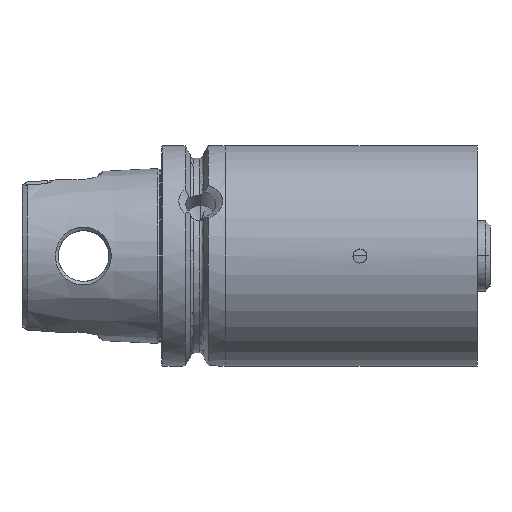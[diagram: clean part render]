
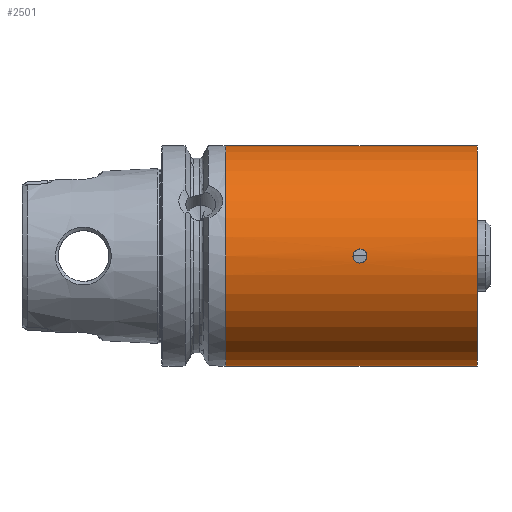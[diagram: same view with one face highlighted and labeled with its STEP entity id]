
A CAD part, front view. The second image highlights one B-rep face of the part: STEP entity #2501.
In plain terms, the highlighted cylindrical face has radius 31.5 mm (diameter 63 mm), a partial arc.
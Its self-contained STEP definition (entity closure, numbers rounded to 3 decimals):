
#25 = CARTESIAN_POINT ( 'NONE',  ( 57.027, -31.44, -1.947 ) ) ;
#61 = CARTESIAN_POINT ( 'NONE',  ( 55.613, -31.449, -1.797 ) ) ;
#94 = CARTESIAN_POINT ( 'NONE',  ( 58.437, -31.496, -0.516 ) ) ;
#692 = ORIENTED_EDGE ( 'NONE', *, *, #7733, .F. ) ;
#907 = CARTESIAN_POINT ( 'NONE',  ( 18.139, 0., 0. ) ) ;
#1018 = CARTESIAN_POINT ( 'NONE',  ( 54.5, -31.5, -0.262 ) ) ;
#1126 = CYLINDRICAL_SURFACE ( 'NONE', #11789, 31.5 ) ;
#1231 = EDGE_CURVE ( 'NONE', #2024, #3914, #10773, .T. ) ;
#1263 = CARTESIAN_POINT ( 'NONE',  ( 57.504, -31.452, -1.735 ) ) ;
#1434 = CARTESIAN_POINT ( 'NONE',  ( 90., 0., 0. ) ) ;
#1870 = CARTESIAN_POINT ( 'NONE',  ( 58.005, -31.472, 1.323 ) ) ;
#2014 = CARTESIAN_POINT ( 'NONE',  ( 56.5, -31.436, -2. ) ) ;
#2024 = VERTEX_POINT ( 'NONE', #13094 ) ;
#2051 = CARTESIAN_POINT ( 'NONE',  ( 56.368, -31.436, -2. ) ) ;
#2135 = CARTESIAN_POINT ( 'NONE',  ( 55.982, -31.44, -1.936 ) ) ;
#2165 = CARTESIAN_POINT ( 'NONE',  ( 57.388, -31.449, -1.797 ) ) ;
#2170 = FACE_OUTER_BOUND ( 'NONE', #10086, .T. ) ;
#2212 = CARTESIAN_POINT ( 'NONE',  ( 54.513, -31.499, 0.262 ) ) ;
#2248 = DIRECTION ( 'NONE',  ( -1., 0., 0. ) ) ;
#2365 = B_SPLINE_CURVE_WITH_KNOTS ( 'NONE', 3,
 ( #13327, #8310, #12385, #7109, #11331, #1870, #7479, #3115, #12868, #5181, #7614, #8454, #6297, #11547, #11697, #94, #4157, #12667, #8384, #7327, #6215, #11622, #3407, #1263, #2165, #25, #9704, #2014 ),
 .UNSPECIFIED., .F., .F.,
 ( 4, 2, 2, 2, 2, 2, 2, 2, 2, 2, 2, 2, 2, 4 ),
 ( 0.006, 0.007, 0.008, 0.008, 0.009, 0.009, 0.009, 0.01, 0.01, 0.011, 0.011, 0.011, 0.012, 0.013 ),
 .UNSPECIFIED. ) ;
#2501 = ADVANCED_FACE ( 'NONE', ( #2170, #10588 ), #1126, .T. ) ;
#2883 = ORIENTED_EDGE ( 'NONE', *, *, #1231, .F. ) ;
#2998 = DIRECTION ( 'NONE',  ( -1., 0., 0. ) ) ;
#3115 = CARTESIAN_POINT ( 'NONE',  ( 58.235, -31.484, 1.003 ) ) ;
#3237 = CARTESIAN_POINT ( 'NONE',  ( 54.5, -31.5, 0.13 ) ) ;
#3254 = EDGE_CURVE ( 'NONE', #8845, #3336, #2365, .T. ) ;
#3330 = VERTEX_POINT ( 'NONE', #3734 ) ;
#3336 = VERTEX_POINT ( 'NONE', #12025 ) ;
#3398 = CARTESIAN_POINT ( 'NONE',  ( -30., 0., -31.5 ) ) ;
#3407 = CARTESIAN_POINT ( 'NONE',  ( 57.722, -31.46, -1.588 ) ) ;
#3734 = CARTESIAN_POINT ( 'NONE',  ( 90., 0., -31.5 ) ) ;
#3741 = ORIENTED_EDGE ( 'NONE', *, *, #5536, .T. ) ;
#3914 = VERTEX_POINT ( 'NONE', #10369 ) ;
#4040 = B_SPLINE_CURVE_WITH_KNOTS ( 'NONE', 3,
 ( #12636, #2051, #13572, #2135, #9391, #61, #10624, #5368, #8424, #4274, #4126, #6261, #1018, #3237, #2212, #8353, #5143, #12565, #8502, #11591, #9469, #7300, #12715, #4204, #11514, #10550, #7448, #11664, #5225, #5299 ),
 .UNSPECIFIED., .F., .F.,
 ( 4, 2, 2, 2, 2, 2, 2, 2, 2, 2, 2, 2, 2, 2, 4 ),
 ( 0., 0., 0.001, 0.001, 0.002, 0.002, 0.003, 0.004, 0.004, 0.004, 0.005, 0.005, 0.005, 0.006, 0.006 ),
 .UNSPECIFIED. ) ;
#4126 = CARTESIAN_POINT ( 'NONE',  ( 54.752, -31.485, -1.006 ) ) ;
#4157 = CARTESIAN_POINT ( 'NONE',  ( 58.398, -31.494, -0.643 ) ) ;
#4204 = CARTESIAN_POINT ( 'NONE',  ( 55.497, -31.452, 1.735 ) ) ;
#4230 = ORIENTED_EDGE ( 'NONE', *, *, #5991, .T. ) ;
#4274 = CARTESIAN_POINT ( 'NONE',  ( 54.901, -31.477, -1.229 ) ) ;
#4444 = DIRECTION ( 'NONE',  ( 0., 0., 1. ) ) ;
#4868 = CARTESIAN_POINT ( 'NONE',  ( 90., 0., 31.5 ) ) ;
#4883 = CARTESIAN_POINT ( 'NONE',  ( 56.5, -31.436, 2. ) ) ;
#5143 = CARTESIAN_POINT ( 'NONE',  ( 54.602, -31.494, 0.644 ) ) ;
#5181 = CARTESIAN_POINT ( 'NONE',  ( 58.397, -31.494, 0.646 ) ) ;
#5225 = CARTESIAN_POINT ( 'NONE',  ( 56.369, -31.436, 2. ) ) ;
#5299 = CARTESIAN_POINT ( 'NONE',  ( 56.5, -31.436, 2. ) ) ;
#5322 = LINE ( 'NONE', #3398, #12256 ) ;
#5368 = CARTESIAN_POINT ( 'NONE',  ( 55.281, -31.46, -1.591 ) ) ;
#5536 = EDGE_CURVE ( 'NONE', #3336, #8845, #4040, .T. ) ;
#5911 = AXIS2_PLACEMENT_3D ( 'NONE', #907, #8319, #12533 ) ;
#5991 = EDGE_CURVE ( 'NONE', #12781, #3914, #12406, .T. ) ;
#6215 = CARTESIAN_POINT ( 'NONE',  ( 58.007, -31.472, -1.321 ) ) ;
#6261 = CARTESIAN_POINT ( 'NONE',  ( 54.553, -31.497, -0.525 ) ) ;
#6290 = VECTOR ( 'NONE', #2998, 1000. ) ;
#6296 = AXIS2_PLACEMENT_3D ( 'NONE', #1434, #8783, #8844 ) ;
#6297 = CARTESIAN_POINT ( 'NONE',  ( 58.5, -31.5, 0.134 ) ) ;
#7086 = EDGE_LOOP ( 'NONE', ( #3741, #8300 ) ) ;
#7109 = CARTESIAN_POINT ( 'NONE',  ( 57.506, -31.452, 1.748 ) ) ;
#7300 = CARTESIAN_POINT ( 'NONE',  ( 55.179, -31.464, 1.507 ) ) ;
#7327 = CARTESIAN_POINT ( 'NONE',  ( 58.092, -31.477, -1.218 ) ) ;
#7448 = CARTESIAN_POINT ( 'NONE',  ( 55.981, -31.44, 1.936 ) ) ;
#7479 = CARTESIAN_POINT ( 'NONE',  ( 58.09, -31.477, 1.22 ) ) ;
#7482 = CARTESIAN_POINT ( 'NONE',  ( -30., 0., 0. ) ) ;
#7614 = CARTESIAN_POINT ( 'NONE',  ( 58.436, -31.496, 0.519 ) ) ;
#7733 = EDGE_CURVE ( 'NONE', #3330, #2024, #5322, .T. ) ;
#8300 = ORIENTED_EDGE ( 'NONE', *, *, #3254, .T. ) ;
#8310 = CARTESIAN_POINT ( 'NONE',  ( 56.761, -31.436, 2. ) ) ;
#8319 = DIRECTION ( 'NONE',  ( -1., 0., 0. ) ) ;
#8353 = CARTESIAN_POINT ( 'NONE',  ( 54.564, -31.496, 0.519 ) ) ;
#8384 = CARTESIAN_POINT ( 'NONE',  ( 58.237, -31.484, -1.001 ) ) ;
#8424 = CARTESIAN_POINT ( 'NONE',  ( 55.178, -31.464, -1.506 ) ) ;
#8454 = CARTESIAN_POINT ( 'NONE',  ( 58.487, -31.499, 0.263 ) ) ;
#8502 = CARTESIAN_POINT ( 'NONE',  ( 54.765, -31.484, 1.003 ) ) ;
#8732 = DIRECTION ( 'NONE',  ( -1., 0., 0. ) ) ;
#8762 = CIRCLE ( 'NONE', #6296, 31.5 ) ;
#8783 = DIRECTION ( 'NONE',  ( -1., 0., 0. ) ) ;
#8844 = DIRECTION ( 'NONE',  ( 0., 0., 1. ) ) ;
#8845 = VERTEX_POINT ( 'NONE', #4883 ) ;
#9391 = CARTESIAN_POINT ( 'NONE',  ( 55.855, -31.443, -1.898 ) ) ;
#9469 = CARTESIAN_POINT ( 'NONE',  ( 54.992, -31.472, 1.321 ) ) ;
#9704 = CARTESIAN_POINT ( 'NONE',  ( 56.764, -31.436, -2. ) ) ;
#10086 = EDGE_LOOP ( 'NONE', ( #692, #10234, #4230, #2883 ) ) ;
#10234 = ORIENTED_EDGE ( 'NONE', *, *, #12497, .T. ) ;
#10369 = CARTESIAN_POINT ( 'NONE',  ( 18.139, 0., 31.5 ) ) ;
#10550 = CARTESIAN_POINT ( 'NONE',  ( 55.856, -31.443, 1.898 ) ) ;
#10588 = FACE_BOUND ( 'NONE', #7086, .T. ) ;
#10624 = CARTESIAN_POINT ( 'NONE',  ( 55.498, -31.452, -1.736 ) ) ;
#10773 = CIRCLE ( 'NONE', #5911, 31.5 ) ;
#11331 = CARTESIAN_POINT ( 'NONE',  ( 57.729, -31.46, 1.599 ) ) ;
#11514 = CARTESIAN_POINT ( 'NONE',  ( 55.613, -31.449, 1.798 ) ) ;
#11547 = CARTESIAN_POINT ( 'NONE',  ( 58.5, -31.5, -0.13 ) ) ;
#11591 = CARTESIAN_POINT ( 'NONE',  ( 54.909, -31.477, 1.22 ) ) ;
#11622 = CARTESIAN_POINT ( 'NONE',  ( 57.823, -31.464, -1.506 ) ) ;
#11664 = CARTESIAN_POINT ( 'NONE',  ( 56.237, -31.437, 1.987 ) ) ;
#11697 = CARTESIAN_POINT ( 'NONE',  ( 58.487, -31.499, -0.261 ) ) ;
#11789 = AXIS2_PLACEMENT_3D ( 'NONE', #7482, #2248, #4444 ) ;
#12025 = CARTESIAN_POINT ( 'NONE',  ( 56.5, -31.436, -2. ) ) ;
#12256 = VECTOR ( 'NONE', #8732, 1000. ) ;
#12385 = CARTESIAN_POINT ( 'NONE',  ( 57.024, -31.44, 1.948 ) ) ;
#12406 = LINE ( 'NONE', #12621, #6290 ) ;
#12497 = EDGE_CURVE ( 'NONE', #3330, #12781, #8762, .T. ) ;
#12533 = DIRECTION ( 'NONE',  ( 0., 0., 1. ) ) ;
#12565 = CARTESIAN_POINT ( 'NONE',  ( 54.702, -31.488, 0.886 ) ) ;
#12621 = CARTESIAN_POINT ( 'NONE',  ( -30., 0., 31.5 ) ) ;
#12636 = CARTESIAN_POINT ( 'NONE',  ( 56.5, -31.436, -2. ) ) ;
#12667 = CARTESIAN_POINT ( 'NONE',  ( 58.298, -31.488, -0.886 ) ) ;
#12715 = CARTESIAN_POINT ( 'NONE',  ( 55.28, -31.46, 1.59 ) ) ;
#12781 = VERTEX_POINT ( 'NONE', #4868 ) ;
#12868 = CARTESIAN_POINT ( 'NONE',  ( 58.297, -31.488, 0.888 ) ) ;
#13094 = CARTESIAN_POINT ( 'NONE',  ( 18.139, 0., -31.5 ) ) ;
#13327 = CARTESIAN_POINT ( 'NONE',  ( 56.5, -31.436, 2. ) ) ;
#13572 = CARTESIAN_POINT ( 'NONE',  ( 56.238, -31.437, -1.987 ) ) ;
